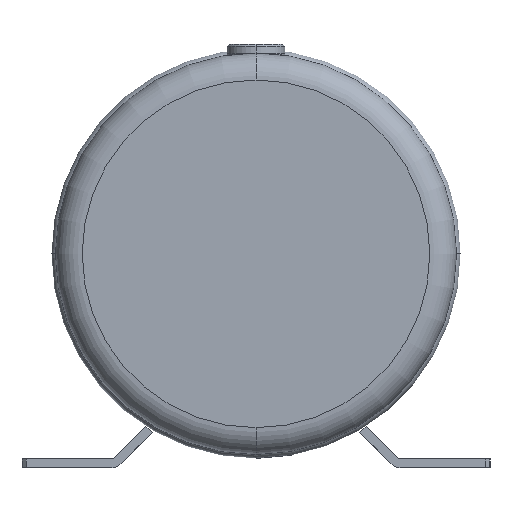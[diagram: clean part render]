
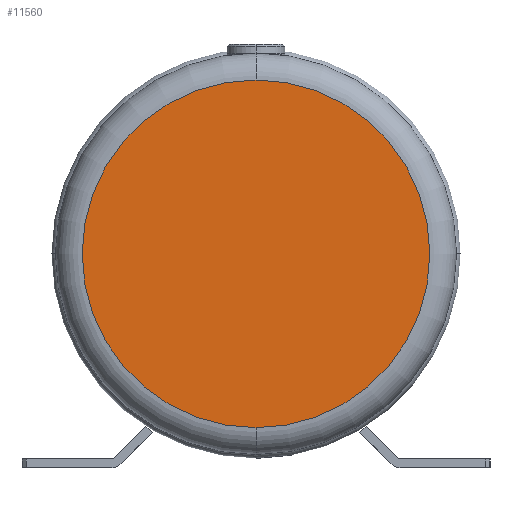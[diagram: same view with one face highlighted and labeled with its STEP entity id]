
A CAD part, front view. The second image highlights one B-rep face of the part: STEP entity #11560.
In plain terms, the highlighted planar face has unit normal (0, -1, 0).
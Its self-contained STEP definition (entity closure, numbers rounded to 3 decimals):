
#5 = DIRECTION ( 'NONE',  ( 0., -1., 0. ) ) ;
#50 = DIRECTION ( 'NONE',  ( 0., 0., -1. ) ) ;
#53 = CARTESIAN_POINT ( 'NONE',  ( 0., 0., 0. ) ) ;
#166 = AXIS2_PLACEMENT_3D ( 'NONE', #5808, #13288, #6880 ) ;
#456 = EDGE_LOOP ( 'NONE', ( #11489, #12833 ) ) ;
#1624 = VERTEX_POINT ( 'NONE', #13274 ) ;
#2010 = CIRCLE ( 'NONE', #3492, 78. ) ;
#3492 = AXIS2_PLACEMENT_3D ( 'NONE', #53, #5, #50 ) ;
#3567 = CARTESIAN_POINT ( 'NONE',  ( 78., 0., 0. ) ) ;
#4020 = EDGE_CURVE ( 'NONE', #1624, #8896, #2010, .T. ) ;
#4603 = PLANE ( 'NONE',  #12319 ) ;
#4638 = DIRECTION ( 'NONE',  ( 0., 0., -1. ) ) ;
#5808 = CARTESIAN_POINT ( 'NONE',  ( 0., 0., 0. ) ) ;
#6880 = DIRECTION ( 'NONE',  ( 0., 0., -1. ) ) ;
#8137 = EDGE_CURVE ( 'NONE', #8896, #1624, #11044, .T. ) ;
#8896 = VERTEX_POINT ( 'NONE', #12410 ) ;
#11044 = CIRCLE ( 'NONE', #166, 78. ) ;
#11045 = DIRECTION ( 'NONE',  ( 0., -1., 0. ) ) ;
#11489 = ORIENTED_EDGE ( 'NONE', *, *, #4020, .T. ) ;
#11560 = ADVANCED_FACE ( 'NONE', ( #12922 ), #4603, .T. ) ;
#12319 = AXIS2_PLACEMENT_3D ( 'NONE', #3567, #11045, #4638 ) ;
#12410 = CARTESIAN_POINT ( 'NONE',  ( 0., 0., 78. ) ) ;
#12833 = ORIENTED_EDGE ( 'NONE', *, *, #8137, .T. ) ;
#12922 = FACE_OUTER_BOUND ( 'NONE', #456, .T. ) ;
#13274 = CARTESIAN_POINT ( 'NONE',  ( 0., 0., -78. ) ) ;
#13288 = DIRECTION ( 'NONE',  ( 0., -1., 0. ) ) ;
